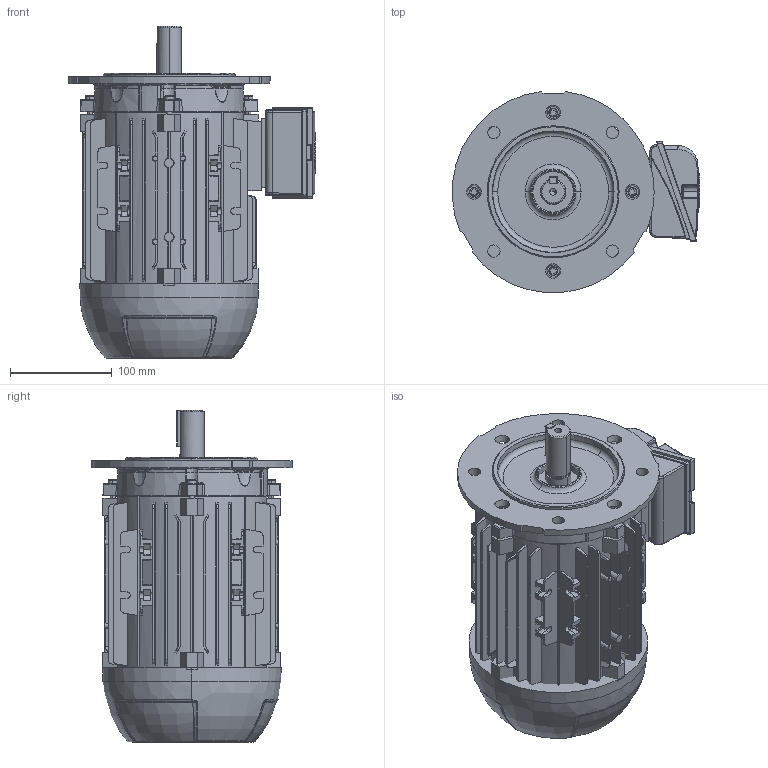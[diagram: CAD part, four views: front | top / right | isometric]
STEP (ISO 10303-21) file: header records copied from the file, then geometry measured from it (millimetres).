
FILE_DESCRIPTION (( 'STEP AP203' ), '1' );
FILE_NAME ('# IEC90 - B3E - M.STEP', '2022-05-26T12:50:42', ( '' ), ( '' ), 'SwSTEP 2.0', 'SolidWorks 2020', '' );
FILE_SCHEMA (( 'CONFIG_CONTROL_DESIGN' ));
Length unit declared in the file: millimetre
Products named in the file (15): 505142045_505142045; IEC90_105006193teste_001_50.5307.041 - USINADA IR3; Eixo Padrão IEC90 IR3_50.5137.077_IR2; Parafuso Altracs M5_10.5011.286 x 22; 105007074_10.5007.074; 105010019-6205 NSK_DIN 625 - 6205 - 12,DE,NC,12_68; 105010010-6204 NSK_SKF - 6204 - 10,DE,NC,10_68; IEC90_500014958teste_001; IEC90_105032001teste_001_10.5032.018-8x7x36; TABELA ROTORES IEC90 4P AC180_50.5295.098 - �89,50; IEC90_500014957teste_001_10.5007.074; 105007080_10.5007.080; # IEC90 - B3E - M; 105007077; FF_50.5007.809
Assembly tree (12 placements, depth 3):
  105007074_10.5007.074
  105010019-6205 NSK_DIN 625 - 6205 - 12,DE,NC,12_68
  105010010-6204 NSK_SKF - 6204 - 10,DE,NC,10_68
  TABELA ROTORES IEC90 4P AC180_50.5295.098 - �89,50
  # IEC90 - B3E - M
    IEC90_105006193teste_001_50.5307.041 - USINADA IR3
    505142045_505142045
      Eixo Padrão IEC90 IR3_50.5137.077_IR2
    Parafuso Altracs M5_10.5011.286 x 22  x4
    105007080_10.5007.080
    IEC90_105032001teste_001_10.5032.018-8x7x36
    FF_50.5007.809
    IEC90_500014958teste_001
    IEC90_500014957teste_001_10.5007.074
Bounding box: 243.42 x 197.84 x 326.9 mm (x, y, z)
Volume: 5788299.1 mm3; surface area: 467045.2 mm2
Topology: 11 solids, 11 shells, 1664 faces, 4332 edges, 2700 vertices
Faces by surface type: plane 765, cylinder 302, bspline 279, cone 170, torus 120, sphere 28
Entity records: 63043 total; most frequent: CARTESIAN_POINT 25676, ORIENTED_EDGE 8252, DIRECTION 6570, EDGE_CURVE 4126, VERTEX_POINT 2610, AXIS2_PLACEMENT_3D 2267, LINE 2036, VECTOR 2036
